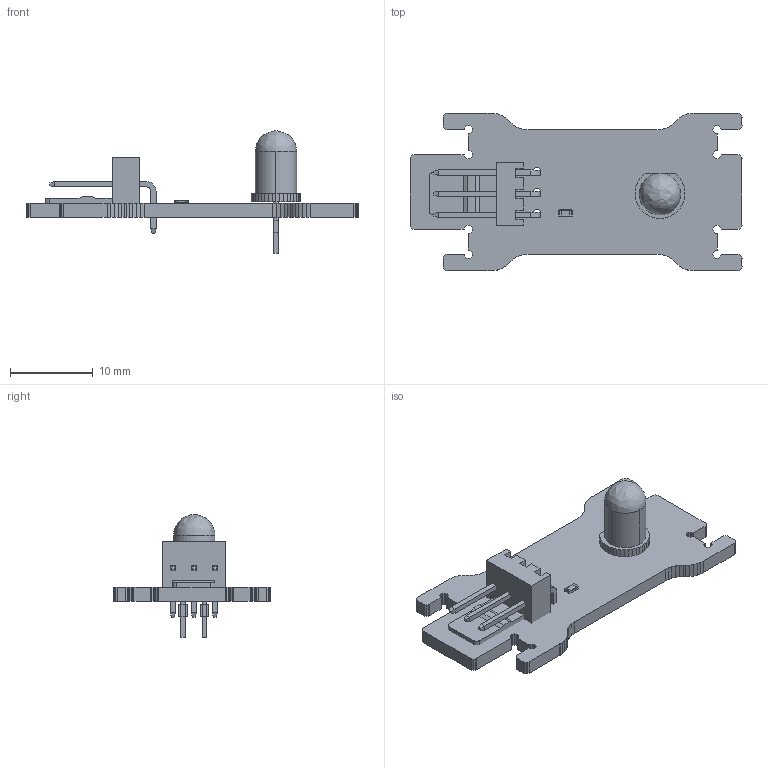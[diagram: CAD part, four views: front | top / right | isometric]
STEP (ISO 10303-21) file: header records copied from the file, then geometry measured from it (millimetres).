
FILE_DESCRIPTION(('Open CASCADE Model'),'2;1');
FILE_NAME('Open CASCADE Shape Model','2015-11-19T21:33:52',('Author'),( 'Open CASCADE'),'Open CASCADE STEP processor 6.2','Open CASCADE 6.2' ,'Unknown');
FILE_SCHEMA(('AUTOMOTIVE_DESIGN { 1 0 10303 214 1 1 1 1 }'));
Length unit declared in the file: millimetre
Products named in the file (23): PCB; Board; R1; 662495792; Free-Models; 2510-3P-W; LED5mmﾀｶ; User_Library-LEDd5B_Board_1; User_Library-LEDd5B_Open_CASCADE_STEP_translator_6.2_185.2_1; User_Library-LEDd5B_457163344_1; User_Library-LEDd5B_Extruded_5; User_Library-LEDd5B_457162576_1; User_Library-LEDd5B_Extruded_6; User_Library-LEDd5B_456931712_1; User_Library-LEDd5B_Sphere_1; User_Library-LEDd5B_457163216_1; User_Library-LEDd5B_Extruded_7; User_Library-LEDd5B_456931600_1; User_Library-LEDd5B_Cylinder_1; User_Library-LEDd5B_457162192_1; User_Library-LEDd5B_Extruded_8; User_Library-LEDd5B_457162064_1; User_Library-LEDd5B_Extruded_9
Assembly tree (24 placements, depth 6):
  PCB
    Board
    R1
      662495792
    Free-Models
      2510-3P-W
      LED5mmﾀｶ
        User_Library-LEDd5B_Board_1
        User_Library-LEDd5B_Open_CASCADE_STEP_translator_6.2_185.2_1
          User_Library-LEDd5B_457163344_1  x2
            User_Library-LEDd5B_Extruded_5
          User_Library-LEDd5B_457162576_1  x2
            User_Library-LEDd5B_Extruded_6
          User_Library-LEDd5B_456931712_1
            User_Library-LEDd5B_Sphere_1
          User_Library-LEDd5B_457163216_1
            User_Library-LEDd5B_Extruded_7
          User_Library-LEDd5B_456931600_1
            User_Library-LEDd5B_Cylinder_1
          User_Library-LEDd5B_457162192_1
            User_Library-LEDd5B_Extruded_8
          User_Library-LEDd5B_457162064_1
            User_Library-LEDd5B_Extruded_9
Bounding box: 40.03 x 19.03 x 14.8 mm (x, y, z)
Volume: 1399.1 mm3; surface area: 2239.6 mm2
Topology: 13 solids, 13 shells, 539 faces, 1469 edges, 950 vertices
Faces by surface type: plane 494, cylinder 35, sphere 8, bspline 2
Full cylindrical faces by diameter (mm): 0.9 x5
Entity records: 37038 total; most frequent: CARTESIAN_POINT 6535, DIRECTION 5301, LINE 4051, VECTOR 4051, ORIENTED_EDGE 2866, PCURVE 2866, DEFINITIONAL_REPRESENTATION 2866, EDGE_CURVE 1433
